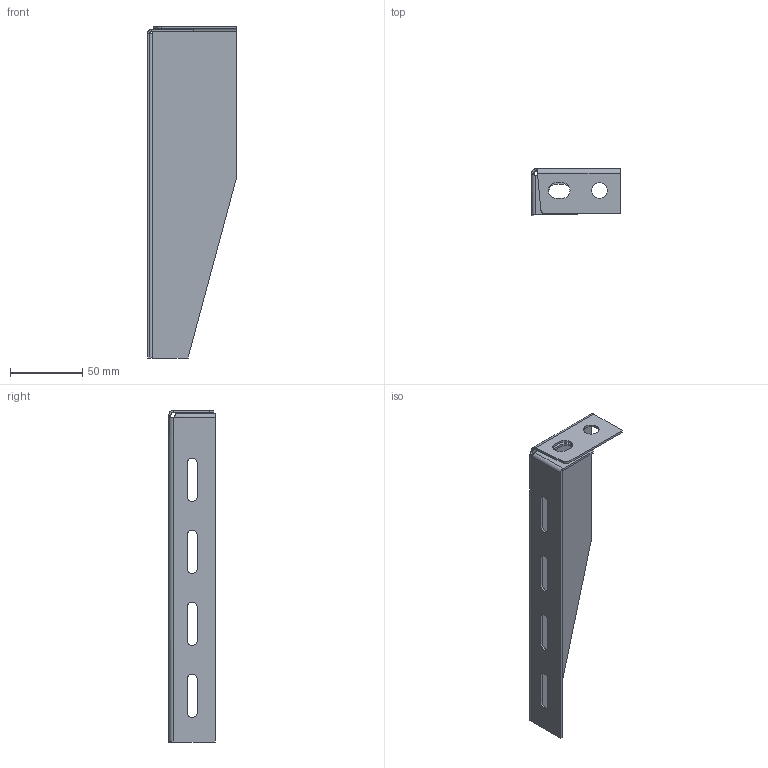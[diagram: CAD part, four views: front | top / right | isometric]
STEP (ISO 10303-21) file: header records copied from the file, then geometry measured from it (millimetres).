
FILE_DESCRIPTION(/* description */ (''),/* implementation_level */ '2;1');
FILE_NAME(/* name */ 'KSP200.ipt.stp',/* time_stamp */ '2023-05-17T16:45:22+03:00',/* author */ ('Man88'),/* organization */ (''),/* preprocessor_version */ 'ST-DEVELOPER v19.2',/* originating_system */ 'Autodesk Inventor 2023',/* authorisation */ '');
FILE_SCHEMA (('AUTOMOTIVE_DESIGN { 1 0 10303 214 3 1 1 }'));
Length unit declared in the file: millimetre
Products named in the file (1): Консоль с опорой 
200 мм, KSP200
Bounding box: 61.5 x 32.32 x 230.5 mm (x, y, z)
Volume: 30066.9 mm3; surface area: 41769.8 mm2
Topology: 1 solids, 1 shells, 63 faces, 165 edges, 104 vertices
Faces by surface type: plane 36, cylinder 22, bspline 5
Full cylindrical faces by diameter (mm): 11 x1
Entity records: 2733 total; most frequent: CARTESIAN_POINT 1052, ORIENTED_EDGE 330, DIRECTION 313, EDGE_CURVE 165, LINE 115, VECTOR 115, VERTEX_POINT 104, AXIS2_PLACEMENT_3D 99
